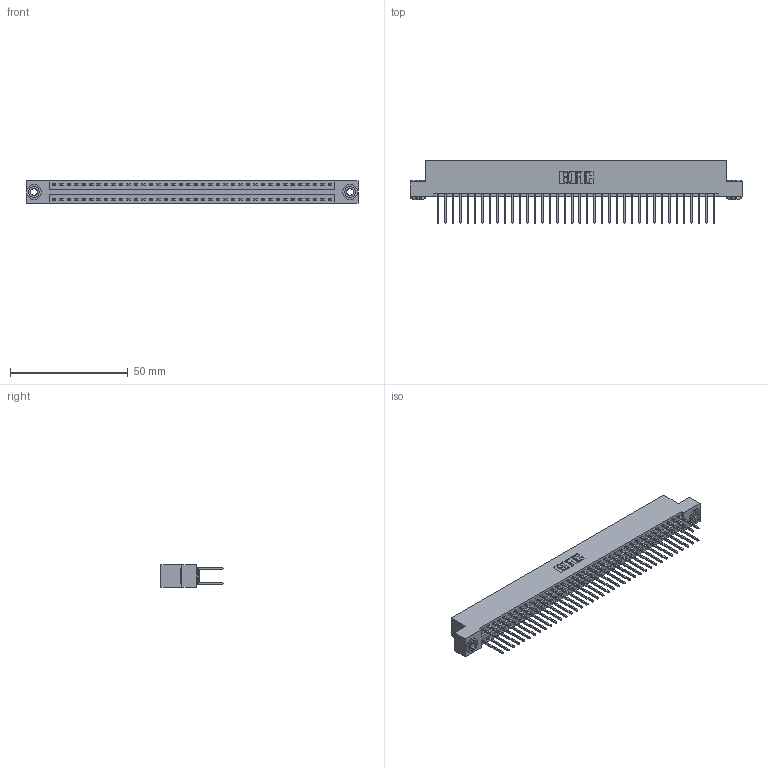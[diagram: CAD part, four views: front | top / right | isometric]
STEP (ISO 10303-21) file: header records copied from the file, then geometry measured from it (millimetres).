
FILE_DESCRIPTION (( 'STEP AP203' ), '1' );
FILE_NAME ('346-076-522-203.STEP', '2022-05-25T04:49:06', ( '' ), ( '' ), 'SwSTEP 2.0', 'SolidWorks 2020', '' );
FILE_SCHEMA (( 'CONFIG_CONTROL_DESIGN' ));
Length unit declared in the file: inch
Products named in the file (4): 345-292-001_345-293-122; 345-250-002_345-250-002-102; 346-076-522-203; 346 Part_Flush Mounting Lugs - 0.156 Dia-TH
Assembly tree (79 placements, depth 2):
  346-076-522-203
    346 Part_Flush Mounting Lugs - 0.156 Dia-TH
    345-292-001_345-293-122  x76
    345-250-002_345-250-002-102  x2
Bounding box: 141.22 x 26.42 x 9.4 mm (x, y, z)
Volume: 13936 mm3; surface area: 20244.6 mm2
Topology: 79 solids, 79 shells, 4126 faces, 12221 edges, 8042 vertices
Faces by surface type: plane 2760, cylinder 1358, cone 8
Entity records: 26422 total; most frequent: CARTESIAN_POINT 4341, ORIENTED_EDGE 4266, DIRECTION 3907, EDGE_CURVE 2133, LINE 1825, VECTOR 1825, VERTEX_POINT 1418, AXIS2_PLACEMENT_3D 1041
